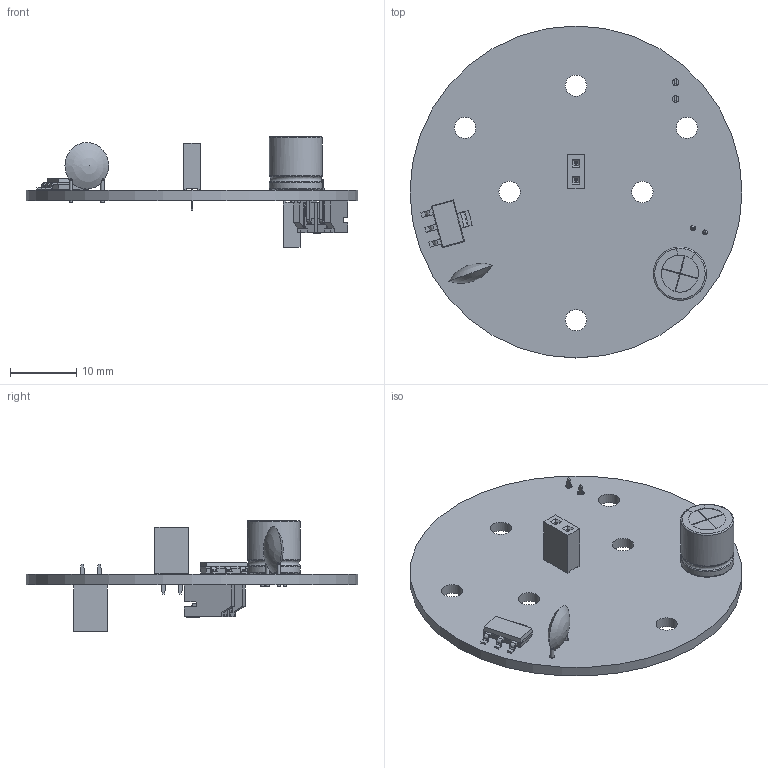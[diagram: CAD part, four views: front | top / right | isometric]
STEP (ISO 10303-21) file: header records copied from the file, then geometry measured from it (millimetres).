
FILE_DESCRIPTION(('KiCad electronic assembly'),'2;1');
FILE_NAME('PicoPar6_MainSupply.step','2020-04-11T18:53:48',('An Author') ,('A Company'),'Open CASCADE STEP processor 6.9', 'KiCad to STEP converter','Unknown');
FILE_SCHEMA(('AUTOMOTIVE_DESIGN { 1 0 10303 214 1 1 1 1 }'));
Length unit declared in the file: millimetre
Products named in the file (12): Open CASCADE STEP translator 6.9 1; PinSocket_1x02_P2.54mm_Vertical; SOLID; JST_PH_S2B-PH-K_1x02_P2.00mm_Horizontal; SOT-223; C_Disc_D7.0mm_W2.5mm_P5.00mm; CP_Radial_D8.0mm_P3.50mm; COMPOUND
Assembly tree (12 placements, depth 3):
  Open CASCADE STEP translator 6.9 1
    PinSocket_1x02_P2.54mm_Vertical  x2
      SOLID
    JST_PH_S2B-PH-K_1x02_P2.00mm_Horizontal
      SOLID
    SOT-223
      SOLID
    C_Disc_D7.0mm_W2.5mm_P5.00mm
      SOLID
    CP_Radial_D8.0mm_P3.50mm
      SOLID
    COMPOUND
Bounding box: 50 x 50 x 16.7 mm (x, y, z)
Volume: 3802.9 mm3; surface area: 5443.5 mm2
Topology: 7 solids, 8 shells, 415 faces, 1092 edges, 706 vertices
Faces by surface type: plane 321, cylinder 56, bspline 24, revolution 10, sphere 2, torus 2
Full cylindrical faces by diameter (mm): 0.5 x4, 0.75 x2, 0.8 x4, 1 x4, 3.2 x6, 50 x1
Entity records: 30626 total; most frequent: CARTESIAN_POINT 9977, DIRECTION 3321, LINE 2290, VECTOR 2290, ORIENTED_EDGE 1812, PCURVE 1812, DEFINITIONAL_REPRESENTATION 1812, EDGE_CURVE 906
